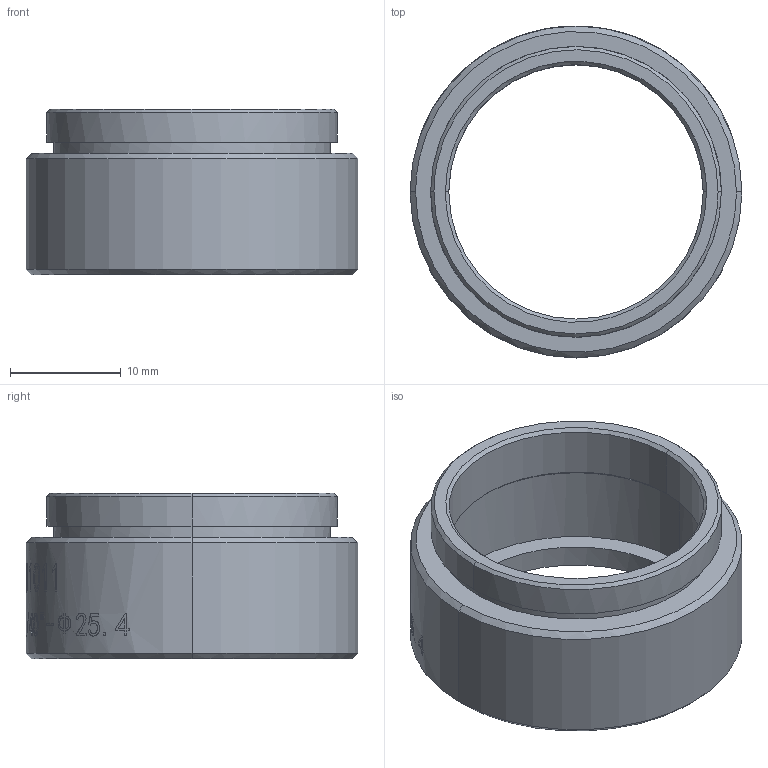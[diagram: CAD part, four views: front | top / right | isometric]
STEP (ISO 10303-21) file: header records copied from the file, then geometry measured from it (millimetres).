
FILE_DESCRIPTION (( 'STEP AP203' ), '1' );
FILE_NAME ('GCT-031011 ×°Åä444444.STEP', '2018-09-06T03:02:19', ( 'china' ), ( 'china' ), 'SwSTEP 2.0', 'SolidWorks 2015', '' );
FILE_SCHEMA (( 'CONFIG_CONTROL_DESIGN' ));
Length unit declared in the file: millimetre
Products named in the file (1): GCT-031011 蚾饜444444
Bounding box: 30 x 30 x 15 mm (x, y, z)
Surface area: 3669.6 mm2 (no closed solid volume)
Topology: 0 solids, 2 shells, 201 faces, 551 edges, 400 vertices
Faces by surface type: bspline 68, cylinder 61, plane 58, cone 14
Entity records: 22455 total; most frequent: CARTESIAN_POINT 18135, ORIENTED_EDGE 1102, EDGE_CURVE 551, DIRECTION 448, B_SPLINE_CURVE_WITH_KNOTS 403, VERTEX_POINT 400, EDGE_LOOP 251, ADVANCED_FACE 201
